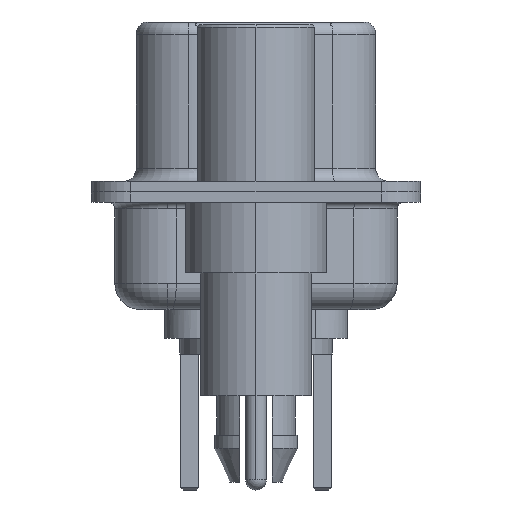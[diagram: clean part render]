
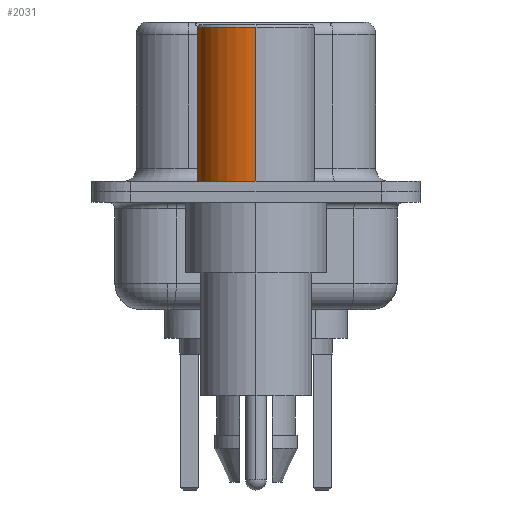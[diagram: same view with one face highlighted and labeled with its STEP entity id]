
A CAD part, left-side view. The second image highlights one B-rep face of the part: STEP entity #2031.
In plain terms, the highlighted cylindrical face has radius 2.25 mm (diameter 4.5 mm), a partial arc.
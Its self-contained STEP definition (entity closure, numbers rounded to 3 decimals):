
#38 = CIRCLE ( 'NONE', #7831, 2.25 ) ;
#99 = EDGE_CURVE ( 'NONE', #11585, #21578, #19701, .T. ) ;
#401 = ORIENTED_EDGE ( 'NONE', *, *, #3092, .T. ) ;
#592 = FACE_OUTER_BOUND ( 'NONE', #14411, .T. ) ;
#1089 = CARTESIAN_POINT ( 'NONE',  ( 0., 0., 0.581 ) ) ;
#1304 = DIRECTION ( 'NONE',  ( 1., 0., 0. ) ) ;
#1384 = CARTESIAN_POINT ( 'NONE',  ( -2.25, 0., 0.581 ) ) ;
#1979 = DIRECTION ( 'NONE',  ( 0., 0., 1. ) ) ;
#2031 = ADVANCED_FACE ( 'NONE', ( #592 ), #16127, .T. ) ;
#3092 = EDGE_CURVE ( 'NONE', #3155, #13212, #38, .T. ) ;
#3155 = VERTEX_POINT ( 'NONE', #12437 ) ;
#3344 = EDGE_CURVE ( 'NONE', #3155, #11585, #20117, .T. ) ;
#3840 = DIRECTION ( 'NONE',  ( 1., 0., 0. ) ) ;
#4831 = DIRECTION ( 'NONE',  ( 0., 0., 1. ) ) ;
#5663 = EDGE_CURVE ( 'NONE', #13212, #21578, #6216, .T. ) ;
#5955 = VECTOR ( 'NONE', #4831, 1000. ) ;
#6216 = LINE ( 'NONE', #1384, #5955 ) ;
#6598 = CARTESIAN_POINT ( 'NONE',  ( 2.25, 0., 6.3 ) ) ;
#6711 = CARTESIAN_POINT ( 'NONE',  ( 0., 0., 0.4 ) ) ;
#7831 = AXIS2_PLACEMENT_3D ( 'NONE', #6711, #1979, #14107 ) ;
#10472 = ORIENTED_EDGE ( 'NONE', *, *, #5663, .T. ) ;
#10896 = CARTESIAN_POINT ( 'NONE',  ( -2.25, 0., 0.4 ) ) ;
#10902 = CARTESIAN_POINT ( 'NONE',  ( 0., 0., 6.3 ) ) ;
#11585 = VERTEX_POINT ( 'NONE', #6598 ) ;
#12437 = CARTESIAN_POINT ( 'NONE',  ( 2.25, 0., 0.4 ) ) ;
#12984 = DIRECTION ( 'NONE',  ( 0., 0., 1. ) ) ;
#13150 = DIRECTION ( 'NONE',  ( 0., 0., 1. ) ) ;
#13212 = VERTEX_POINT ( 'NONE', #10896 ) ;
#13850 = ORIENTED_EDGE ( 'NONE', *, *, #99, .F. ) ;
#13939 = ORIENTED_EDGE ( 'NONE', *, *, #3344, .F. ) ;
#14078 = DIRECTION ( 'NONE',  ( 0., 0., 1. ) ) ;
#14107 = DIRECTION ( 'NONE',  ( 1., 0., 0. ) ) ;
#14411 = EDGE_LOOP ( 'NONE', ( #401, #10472, #13850, #13939 ) ) ;
#14488 = CARTESIAN_POINT ( 'NONE',  ( 2.25, 0., 0.581 ) ) ;
#14964 = CARTESIAN_POINT ( 'NONE',  ( -2.25, 0., 6.3 ) ) ;
#15723 = AXIS2_PLACEMENT_3D ( 'NONE', #1089, #12984, #1304 ) ;
#15975 = AXIS2_PLACEMENT_3D ( 'NONE', #10902, #14078, #3840 ) ;
#16127 = CYLINDRICAL_SURFACE ( 'NONE', #15723, 2.25 ) ;
#19302 = VECTOR ( 'NONE', #13150, 1000. ) ;
#19701 = CIRCLE ( 'NONE', #15975, 2.25 ) ;
#20117 = LINE ( 'NONE', #14488, #19302 ) ;
#21578 = VERTEX_POINT ( 'NONE', #14964 ) ;
